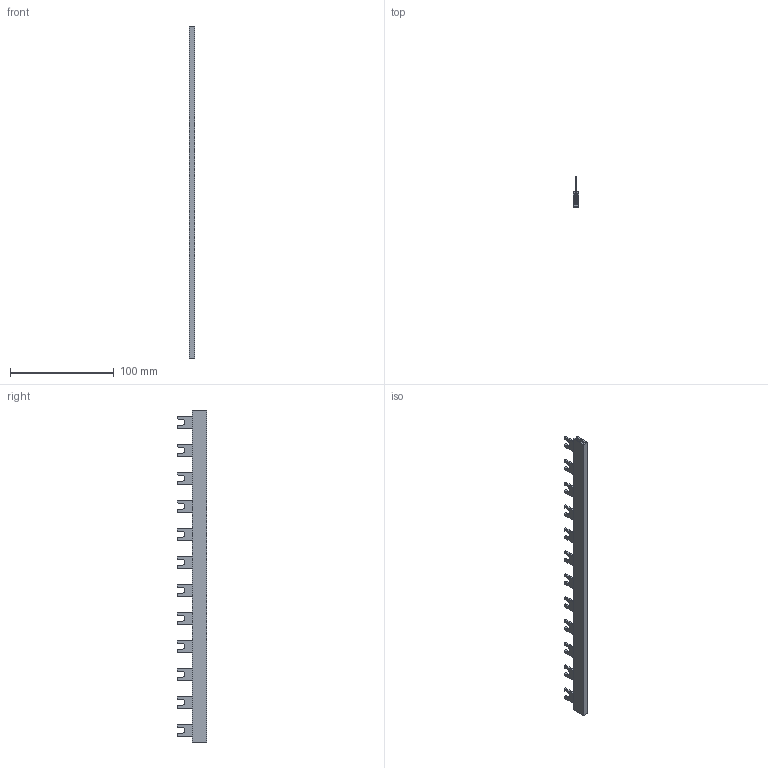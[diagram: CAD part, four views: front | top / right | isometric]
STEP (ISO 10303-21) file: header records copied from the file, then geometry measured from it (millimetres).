
FILE_DESCRIPTION((''),'2;1');
FILE_NAME('IZ16_1F_STV_ASM','2021-04-01T',('marketing.praksa'),('Audax d.o.o.'),'CREO PARAMETRIC BY PTC INC, 2017480','CREO PARAMETRIC BY PTC INC, 2017480','');
FILE_SCHEMA(('AUTOMOTIVE_DESIGN { 1 0 10303 214 1 1 1 1 }'));
Products named in the file (4): PRT0183; S1F-16_02_01_SZYNA_STV; PRT9597; IZ16_1F_STV_ASM
Assembly tree (3 placements, depth 2):
  IZ16_1F_STV_ASM
    PRT0183
    S1F-16_02_01_SZYNA_STV
    PRT9597
Bounding box: 5.7 x 28.4 x 320 mm (x, y, z)
Volume: 21894.1 mm3; surface area: 33099 mm2
Topology: 5 solids, 5 shells, 297 faces, 852 edges, 568 vertices
Faces by surface type: plane 165, cylinder 132
Entity records: 14391 total; most frequent: CARTESIAN_POINT 1825, ORIENTED_EDGE 1704, DIRECTION 1684, PRESENTATION_STYLE_ASSIGNMENT 1004, STYLED_ITEM 1004, EDGE_CURVE 852, CURVE_STYLE 708, VECTOR 588
